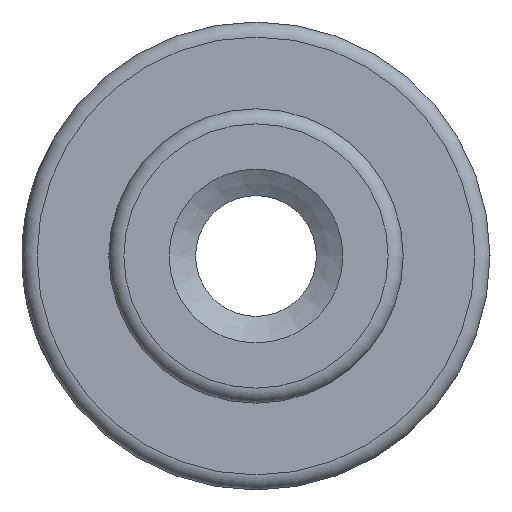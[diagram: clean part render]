
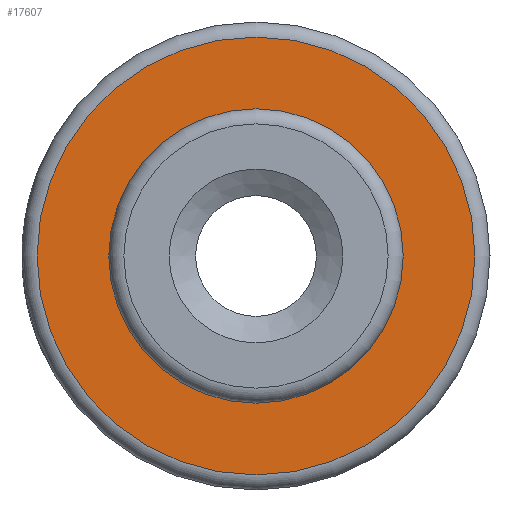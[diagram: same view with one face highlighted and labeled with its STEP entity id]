
A CAD part, left-side view. The second image highlights one B-rep face of the part: STEP entity #17607.
In plain terms, the highlighted planar face has unit normal (-1, 0, 0).
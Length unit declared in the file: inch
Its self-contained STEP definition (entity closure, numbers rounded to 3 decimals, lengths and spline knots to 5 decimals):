
#17573=CARTESIAN_POINT('',(-2.40369,0.31485,0.0));
#17574=VERTEX_POINT('',#17573);
#17575=CARTESIAN_POINT('',(-2.40369,-0.2814,0.0));
#17576=DIRECTION('',(1.0,0.0,0.0));
#17577=DIRECTION('',(0.0,1.0,0.0));
#17578=AXIS2_PLACEMENT_3D('',#17575,#17576,#17577);
#17579=CIRCLE('',#17578,0.59625);
#17580=EDGE_CURVE('',#17574,#17574,#17579,.T.);
#17588=CARTESIAN_POINT('',(-2.40369,0.46985,0.0));
#17589=DIRECTION('',(-1.0,0.0,0.0));
#17590=DIRECTION('',(0.0,0.0,1.0));
#17591=AXIS2_PLACEMENT_3D('',#17588,#17589,#17590);
#17592=PLANE('',#17591);
#17593=CARTESIAN_POINT('',(-2.40369,0.62485,0.0));
#17594=VERTEX_POINT('',#17593);
#17595=CARTESIAN_POINT('',(-2.40369,-0.2814,0.0));
#17596=DIRECTION('',(1.0,0.0,0.0));
#17597=DIRECTION('',(0.0,1.0,0.0));
#17598=AXIS2_PLACEMENT_3D('',#17595,#17596,#17597);
#17599=CIRCLE('',#17598,0.90625);
#17600=EDGE_CURVE('',#17594,#17594,#17599,.T.);
#17601=ORIENTED_EDGE('',*,*,#17600,.F.);
#17602=EDGE_LOOP('',(#17601));
#17603=FACE_OUTER_BOUND('',#17602,.T.);
#17604=ORIENTED_EDGE('',*,*,#17580,.T.);
#17605=EDGE_LOOP('',(#17604));
#17606=FACE_BOUND('',#17605,.T.);
#17607=ADVANCED_FACE('',(#17603,#17606),#17592,.T.);
